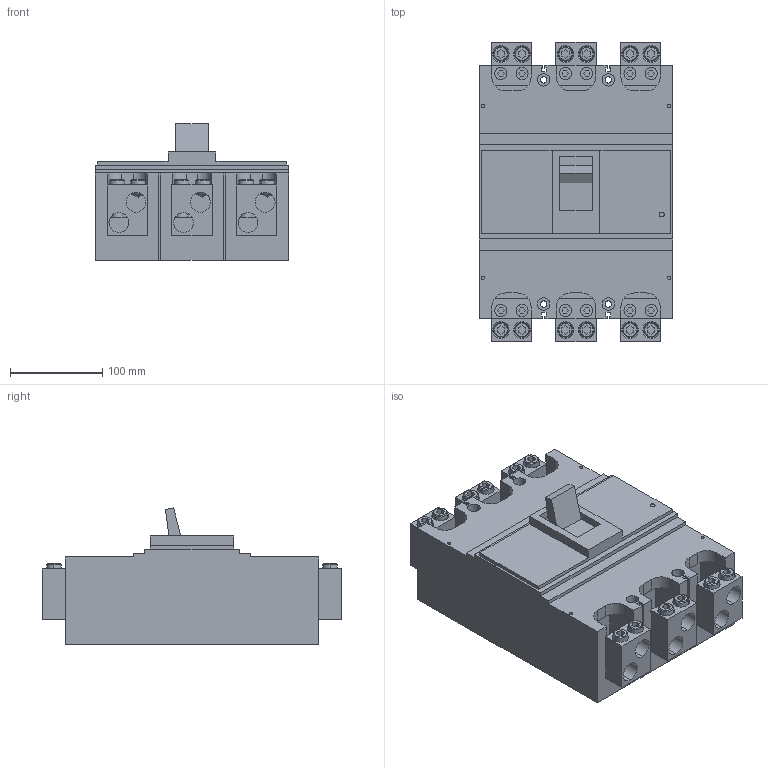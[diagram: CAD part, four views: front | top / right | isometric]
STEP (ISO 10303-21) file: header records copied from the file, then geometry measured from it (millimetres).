
FILE_DESCRIPTION (( 'STEP AP203' ), '1' );
FILE_NAME ('BW800RAGU-3P700SB.STEP', '2020-06-09T16:06:30', ( '' ), ( '' ), 'SwSTEP 2.0', 'SolidWorks 2019', '' );
FILE_SCHEMA (( 'CONFIG_CONTROL_DESIGN' ));
Length unit declared in the file: inch
Products named in the file (1): BW800RAGU-3P700SB
Bounding box: 210 x 325 x 147.8 mm (x, y, z)
Volume: 5549544.7 mm3; surface area: 411849.7 mm2
Topology: 32 solids, 32 shells, 717 faces, 1782 edges, 1140 vertices
Faces by surface type: plane 403, cylinder 194, cone 120
Entity records: 22277 total; most frequent: CARTESIAN_POINT 4792, DIRECTION 3642, ORIENTED_EDGE 3516, EDGE_CURVE 1758, AXIS2_PLACEMENT_3D 1214, LINE 1214, VECTOR 1214, VERTEX_POINT 1140
